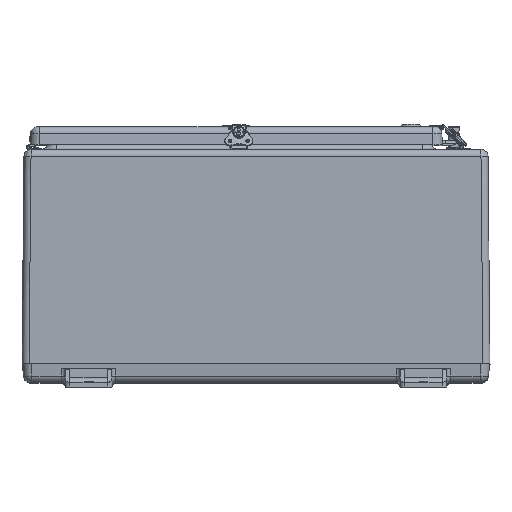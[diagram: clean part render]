
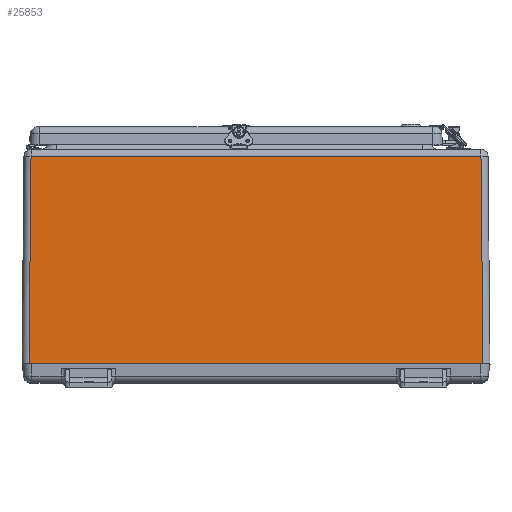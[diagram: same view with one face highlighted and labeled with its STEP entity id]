
A CAD part, top view. The second image highlights one B-rep face of the part: STEP entity #25853.
In plain terms, the highlighted planar face has unit normal (0, 0.01, 1).
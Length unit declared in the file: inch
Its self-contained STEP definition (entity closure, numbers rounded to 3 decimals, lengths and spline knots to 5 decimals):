
#2182 = DIRECTION ( 'NONE',  ( -0.01, -1., 0.01 ) ) ;
#4634 = EDGE_CURVE ( 'NONE', #59559, #28799, #53833, .T. ) ;
#6462 = CARTESIAN_POINT ( 'NONE',  ( -12.00887, 11.06611, 12.2119 ) ) ;
#10495 = EDGE_LOOP ( 'NONE', ( #11880, #20250, #17474, #57786 ) ) ;
#11880 = ORIENTED_EDGE ( 'NONE', *, *, #22894, .T. ) ;
#17474 = ORIENTED_EDGE ( 'NONE', *, *, #38085, .T. ) ;
#18696 = CARTESIAN_POINT ( 'NONE',  ( 12.00887, 11.06611, 12.2119 ) ) ;
#18747 = CARTESIAN_POINT ( 'NONE',  ( 12.11434, 0.11668, 12.31738 ) ) ;
#19234 = DIRECTION ( 'NONE',  ( 0., 0.01, 1. ) ) ;
#20250 = ORIENTED_EDGE ( 'NONE', *, *, #28815, .F. ) ;
#20489 = LINE ( 'NONE', #51356, #44409 ) ;
#22894 = EDGE_CURVE ( 'NONE', #28799, #32248, #20489, .T. ) ;
#24193 = CARTESIAN_POINT ( 'NONE',  ( -12.49045, 0., 12.3185 ) ) ;
#25853 = ADVANCED_FACE ( 'NONE', ( #49080 ), #49746, .T. ) ;
#28799 = VERTEX_POINT ( 'NONE', #58870 ) ;
#28815 = EDGE_CURVE ( 'NONE', #48812, #32248, #64170, .T. ) ;
#29327 = CARTESIAN_POINT ( 'NONE',  ( 12.11547, 0., 12.3185 ) ) ;
#29838 = DIRECTION ( 'NONE',  ( 0., -1., 0.01 ) ) ;
#30036 = VECTOR ( 'NONE', #39005, 39.37008 ) ;
#32248 = VERTEX_POINT ( 'NONE', #29327 ) ;
#32659 = DIRECTION ( 'NONE',  ( -1., 0., 0. ) ) ;
#36983 = CARTESIAN_POINT ( 'NONE',  ( -12.49045, 11.06611, 12.2119 ) ) ;
#37599 = CARTESIAN_POINT ( 'NONE',  ( -12.00887, 11.06611, 12.2119 ) ) ;
#38085 = EDGE_CURVE ( 'NONE', #48812, #59559, #58176, .T. ) ;
#39005 = DIRECTION ( 'NONE',  ( 0.01, -1., 0.01 ) ) ;
#43761 = AXIS2_PLACEMENT_3D ( 'NONE', #24193, #19234, #29838 ) ;
#44409 = VECTOR ( 'NONE', #62268, 39.37008 ) ;
#48812 = VERTEX_POINT ( 'NONE', #18696 ) ;
#49080 = FACE_OUTER_BOUND ( 'NONE', #10495, .T. ) ;
#49746 = PLANE ( 'NONE',  #43761 ) ;
#51356 = CARTESIAN_POINT ( 'NONE',  ( 0., 0., 12.3185 ) ) ;
#53833 = LINE ( 'NONE', #37599, #64482 ) ;
#57786 = ORIENTED_EDGE ( 'NONE', *, *, #4634, .T. ) ;
#58176 = LINE ( 'NONE', #36983, #60011 ) ;
#58870 = CARTESIAN_POINT ( 'NONE',  ( -12.11547, 0., 12.3185 ) ) ;
#59559 = VERTEX_POINT ( 'NONE', #6462 ) ;
#60011 = VECTOR ( 'NONE', #32659, 39.37008 ) ;
#62268 = DIRECTION ( 'NONE',  ( 1., 0., 0. ) ) ;
#64170 = LINE ( 'NONE', #18747, #30036 ) ;
#64482 = VECTOR ( 'NONE', #2182, 39.37008 ) ;
